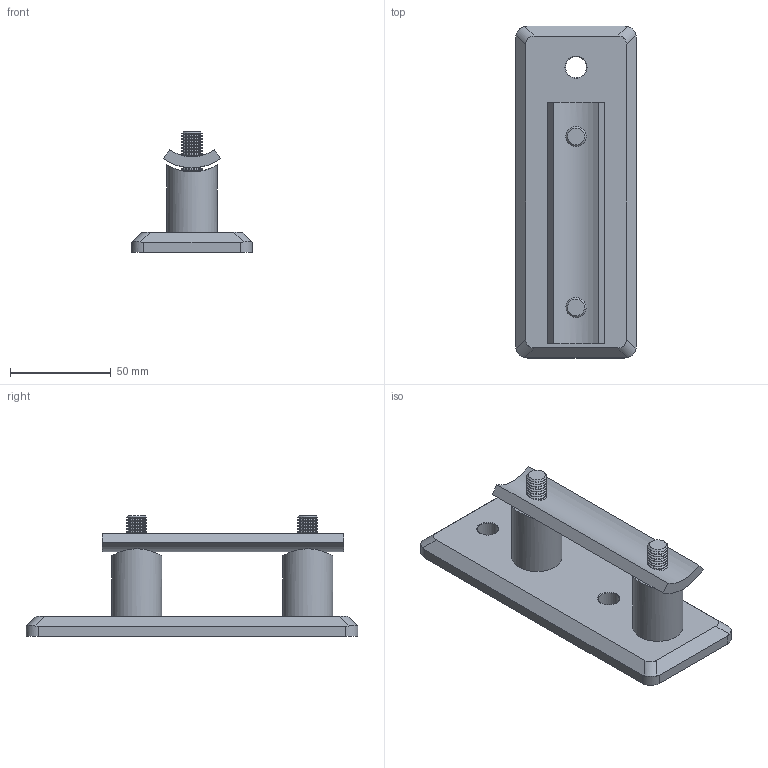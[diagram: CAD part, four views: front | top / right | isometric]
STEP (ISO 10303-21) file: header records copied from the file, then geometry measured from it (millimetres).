
FILE_DESCRIPTION (( 'STEP AP203' ), '1' );
FILE_NAME ('50131-240.step', '2021-11-25T13:46:25', ( '' ), ( '' ), 'SwSTEP 2.0', 'SolidWorks 2018', '' );
FILE_SCHEMA (( 'CONFIG_CONTROL_DESIGN' ));
Length unit declared in the file: millimetre
Products named in the file (11): 50131-240 Platte; 50131-240P; 50131-240 Halter; 50131-240; socket countersunk head screw_din; socket countersunk head screw_din_DIN 7991 - M10 x 60 --- 60S
Assembly tree (6 placements, depth 2):
  50131-240 Platte
  50131-240 Halter
  50131-240
    50131-240 Platte
    50131-240 Halter  x2
    50131-240P
    socket countersunk head screw_din_DIN 7991 - M10 x 60 --- 60S  x2
  50131-240 Halter
  50131-240P
Bounding box: 60 x 165 x 60 mm (x, y, z)
Volume: 140352.8 mm3; surface area: 46781.8 mm2
Topology: 6 solids, 6 shells, 511 faces, 1194 edges, 718 vertices
Faces by surface type: plane 165, cone 154, cylinder 96, bspline 94, torus 2
Full cylindrical faces by diameter (mm): 8.5 x2, 10 x72, 10.5 x6, 19.48 x2, 25 x2
Entity records: 17039 total; most frequent: CARTESIAN_POINT 8184, ORIENTED_EDGE 1602, DIRECTION 1330, EDGE_CURVE 801, VERTEX_POINT 577, EDGE_LOOP 546, LINE 448, VECTOR 448
